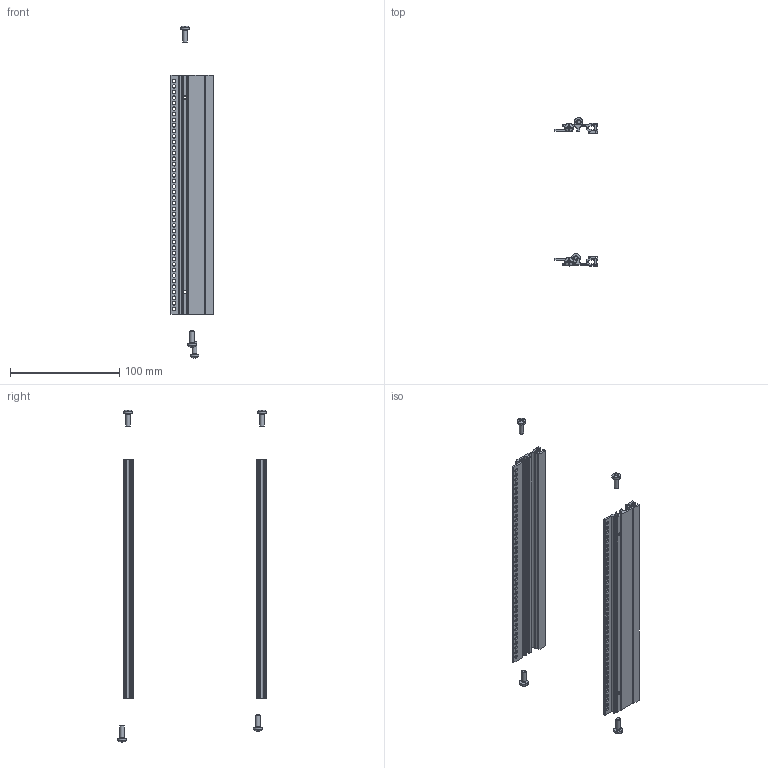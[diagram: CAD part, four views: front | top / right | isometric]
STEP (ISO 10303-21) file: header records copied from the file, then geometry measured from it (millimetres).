
FILE_DESCRIPTION(/* description */ (''),/* implementation_level */ '2;1');
FILE_NAME(/* name */ '54301042_IZPB_00042.stp',/* time_stamp */ '2014-04-10T11:47:22+02:00',/* author */ ('nowak'),/* organization */ ('Fa. Bopla'),/* preprocessor_version */ 'ST-DEVELOPER v15.2',/* originating_system */ 'Autodesk Inventor 2014',/* authorisation */ '');
FILE_SCHEMA (('AUTOMOTIVE_DESIGN { 1 0 10303 214 3 1 1 }'));
Length unit declared in the file: millimetre
Products named in the file (4): PB_42TE_3D; GS_II_42TE_3D; SHR_Z_M4X12-SONDER_3D; 53183420_BGT_18340_Pi-ZUSAMMENBAU für IZPB
Bounding box: 39.5 x 136.05 x 303.26 mm (x, y, z)
Volume: 54973.3 mm3; surface area: 77312 mm2
Topology: 8 solids, 8 shells, 488 faces, 1396 edges, 924 vertices
Faces by surface type: cylinder 256, plane 212, cone 8, torus 8, sphere 4
Full cylindrical faces by diameter (mm): 2.5 x84, 3 x4, 3.141 x4, 3.2 x84, 4 x4, 8 x4
Entity records: 7486 total; most frequent: CARTESIAN_POINT 1499, DIRECTION 1202, ORIENTED_EDGE 1066, EDGE_CURVE 533, EDGE_LOOP 482, AXIS2_PLACEMENT_3D 464, VERTEX_POINT 415, LINE 274
